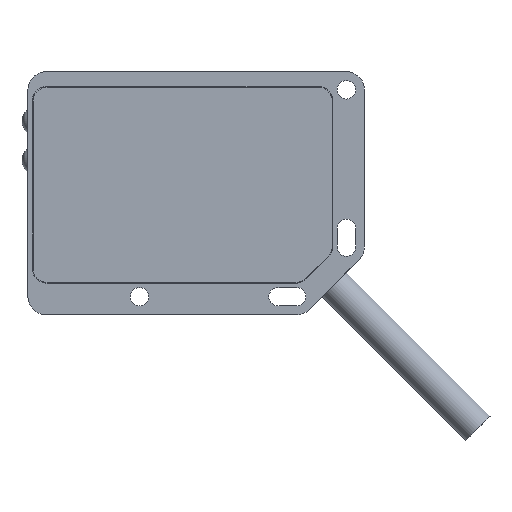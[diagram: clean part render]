
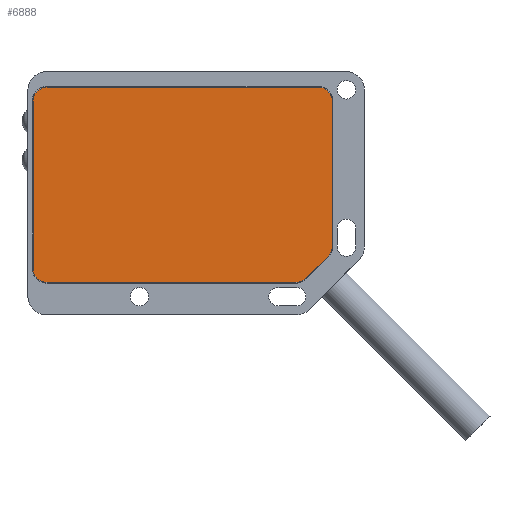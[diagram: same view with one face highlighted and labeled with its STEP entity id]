
A CAD part, left-side view. The second image highlights one B-rep face of the part: STEP entity #6888.
In plain terms, the highlighted face is planar.
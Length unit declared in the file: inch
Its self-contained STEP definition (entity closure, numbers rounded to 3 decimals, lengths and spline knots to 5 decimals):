
#6605=CARTESIAN_POINT('',(0.,-0.98365,0.03));
#6606=DIRECTION('',(0.,0.,-1.));
#6607=DIRECTION('',(1.,0.,0.));
#6608=AXIS2_PLACEMENT_3D('',#6605,#6606,#6607);
#6623=CARTESIAN_POINT('',(-0.15135,-1.135,0.03));
#6624=DIRECTION('',(0.,0.,-1.));
#6625=DIRECTION('',(0.707,-0.707,0.));
#6626=AXIS2_PLACEMENT_3D('',#6623,#6624,#6625);
#6628=DIRECTION('',(1.,0.,0.));
#6629=VECTOR('',#6628,1.68865);
#6630=CARTESIAN_POINT('',(-1.84,-1.23,0.03));
#6631=LINE('',#6630,#6629);
#6632=CARTESIAN_POINT('',(-1.84,-1.135,0.03));
#6633=DIRECTION('',(0.,0.,1.));
#6634=DIRECTION('',(-1.,0.,0.));
#6635=AXIS2_PLACEMENT_3D('',#6632,#6633,#6634);
#6637=DIRECTION('',(0.,-1.,0.));
#6638=VECTOR('',#6637,1.135);
#6639=CARTESIAN_POINT('',(-1.935,0.,0.03));
#6640=LINE('',#6639,#6638);
#6641=CARTESIAN_POINT('',(-1.84,0.,0.03));
#6642=DIRECTION('',(0.,0.,1.));
#6643=DIRECTION('',(0.,1.,0.));
#6644=AXIS2_PLACEMENT_3D('',#6641,#6642,#6643);
#6646=DIRECTION('',(-1.,0.,0.));
#6647=VECTOR('',#6646,1.84);
#6648=CARTESIAN_POINT('',(0.,0.095,0.03));
#6649=LINE('',#6648,#6647);
#6650=CARTESIAN_POINT('',(0.,0.,0.03));
#6651=DIRECTION('',(0.,0.,1.));
#6652=DIRECTION('',(1.,0.,0.));
#6653=AXIS2_PLACEMENT_3D('',#6650,#6651,#6652);
#6655=DIRECTION('',(0.,1.,0.));
#6656=VECTOR('',#6655,0.98365);
#6657=CARTESIAN_POINT('',(0.095,-0.98365,0.03));
#6658=LINE('',#6657,#6656);
#6659=DIRECTION('',(0.707,0.707,0.));
#6660=VECTOR('',#6659,0.21404);
#6661=CARTESIAN_POINT('',(-0.08418,-1.20218,0.03));
#6662=LINE('',#6661,#6660);
#6675=CARTESIAN_POINT('',(0.095,0.,0.03));
#6676=CARTESIAN_POINT('',(0.,0.095,0.03));
#6677=VERTEX_POINT('',#6675);
#6678=VERTEX_POINT('',#6676);
#6679=CARTESIAN_POINT('',(-1.84,0.095,0.03));
#6680=VERTEX_POINT('',#6679);
#6681=CARTESIAN_POINT('',(-1.935,0.,0.03));
#6682=VERTEX_POINT('',#6681);
#6683=CARTESIAN_POINT('',(-1.935,-1.135,0.03));
#6684=VERTEX_POINT('',#6683);
#6685=CARTESIAN_POINT('',(-1.84,-1.23,0.03));
#6686=VERTEX_POINT('',#6685);
#6688=CARTESIAN_POINT('',(0.095,-0.98365,0.03));
#6690=VERTEX_POINT('',#6688);
#6692=CARTESIAN_POINT('',(0.06718,-1.05082,0.03));
#6694=VERTEX_POINT('',#6692);
#6696=CARTESIAN_POINT('',(-0.08418,-1.20218,0.03));
#6698=VERTEX_POINT('',#6696);
#6700=CARTESIAN_POINT('',(-0.15135,-1.23,0.03));
#6702=VERTEX_POINT('',#6700);
#6871=CARTESIAN_POINT('',(0.,0.,0.03));
#6872=DIRECTION('',(0.,0.,1.));
#6873=DIRECTION('',(1.,0.,0.));
#6874=AXIS2_PLACEMENT_3D('',#6871,#6872,#6873);
#6875=PLANE('',#6874);
#6876=ORIENTED_EDGE('',*,*,#6739,.F.);
#6877=ORIENTED_EDGE('',*,*,#6754,.F.);
#6878=ORIENTED_EDGE('',*,*,#6768,.F.);
#6879=ORIENTED_EDGE('',*,*,#6782,.F.);
#6880=ORIENTED_EDGE('',*,*,#6796,.F.);
#6881=ORIENTED_EDGE('',*,*,#6810,.F.);
#6882=ORIENTED_EDGE('',*,*,#6824,.F.);
#6883=ORIENTED_EDGE('',*,*,#6839,.T.);
#6884=ORIENTED_EDGE('',*,*,#6852,.F.);
#6885=ORIENTED_EDGE('',*,*,#6866,.T.);
#6886=EDGE_LOOP('',(#6876,#6877,#6878,#6879,#6880,#6881,#6882,#6883,#6884,
#6885));
#6887=FACE_OUTER_BOUND('',#6886,.F.);
#6888=ADVANCED_FACE('',(#6887),#6875,.T.);
#6609=CIRCLE('',#6608,0.095);
#6627=CIRCLE('',#6626,0.095);
#6636=CIRCLE('',#6635,0.095);
#6645=CIRCLE('',#6644,0.095);
#6654=CIRCLE('',#6653,0.095);
#6739=EDGE_CURVE('',#6686,#6702,#6631,.T.);
#6754=EDGE_CURVE('',#6684,#6686,#6636,.T.);
#6768=EDGE_CURVE('',#6682,#6684,#6640,.T.);
#6782=EDGE_CURVE('',#6680,#6682,#6645,.T.);
#6796=EDGE_CURVE('',#6678,#6680,#6649,.T.);
#6810=EDGE_CURVE('',#6677,#6678,#6654,.T.);
#6824=EDGE_CURVE('',#6690,#6677,#6658,.T.);
#6839=EDGE_CURVE('',#6690,#6694,#6609,.T.);
#6852=EDGE_CURVE('',#6698,#6694,#6662,.T.);
#6866=EDGE_CURVE('',#6698,#6702,#6627,.T.);
